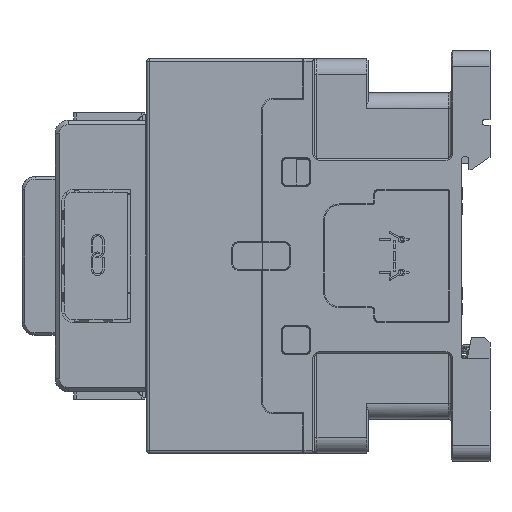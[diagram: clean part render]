
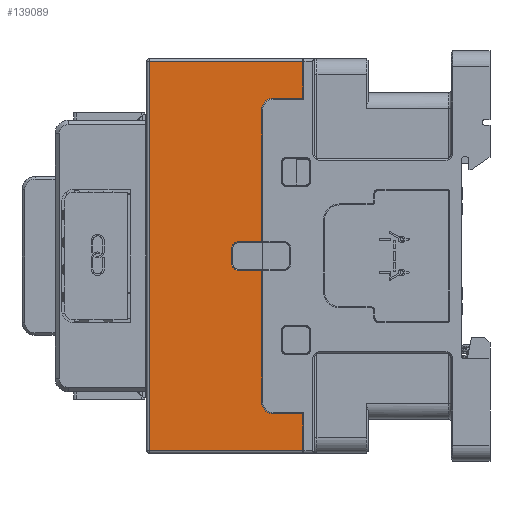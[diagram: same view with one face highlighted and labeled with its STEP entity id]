
A CAD part, left-side view. The second image highlights one B-rep face of the part: STEP entity #139089.
In plain terms, the highlighted planar face has unit normal (-1, 0, 0).
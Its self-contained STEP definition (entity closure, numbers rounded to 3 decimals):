
#12814=DIRECTION('',(0.,-1.,0.));
#12815=VECTOR('',#12814,29.2);
#12816=CARTESIAN_POINT('',(-22.5,15.2,-37.));
#12817=LINE('',#12816,#12815);
#12818=DIRECTION('',(0.,0.,-1.));
#12819=VECTOR('',#12818,74.);
#12820=CARTESIAN_POINT('',(-22.5,15.2,37.));
#12821=LINE('',#12820,#12819);
#12822=DIRECTION('',(0.,1.,0.));
#12823=VECTOR('',#12822,29.2);
#12824=CARTESIAN_POINT('',(-22.5,-14.,37.));
#12825=LINE('',#12824,#12823);
#12826=DIRECTION('',(0.,0.,1.));
#12827=VECTOR('',#12826,7.);
#12828=CARTESIAN_POINT('',(-22.5,-14.,30.));
#12829=LINE('',#12828,#12827);
#12830=DIRECTION('',(0.,1.,0.));
#12831=VECTOR('',#12830,5.6);
#12832=CARTESIAN_POINT('',(-22.5,-14.,30.));
#12833=LINE('',#12832,#12831);
#12834=DIRECTION('',(0.,0.,-1.));
#12835=VECTOR('',#12834,25.1);
#12836=CARTESIAN_POINT('',(-22.5,-6.2,27.8));
#12837=LINE('',#12836,#12835);
#12838=DIRECTION('',(0.,-1.,0.));
#12839=VECTOR('',#12838,4.5);
#12840=CARTESIAN_POINT('',(-22.5,-1.7,
2.7));
#12841=LINE('',#12840,#12839);
#12842=CARTESIAN_POINT('',(-22.5,-1.7,1.5));
#12843=DIRECTION('',(1.,0.,0.));
#12844=DIRECTION('',(0.,1.,0.));
#12845=AXIS2_PLACEMENT_3D('',#12842,#12843,#12844);
#12847=DIRECTION('',(0.,0.,1.));
#12848=VECTOR('',#12847,3.);
#12849=CARTESIAN_POINT('',(-22.5,-0.5,
-1.5));
#12850=LINE('',#12849,#12848);
#12851=CARTESIAN_POINT('',(-22.5,-1.7,-1.5));
#12852=DIRECTION('',(1.,0.,0.));
#12853=DIRECTION('',(0.,0.,-1.));
#12854=AXIS2_PLACEMENT_3D('',#12851,#12852,#12853);
#12856=DIRECTION('',(0.,1.,0.));
#12857=VECTOR('',#12856,4.5);
#12858=CARTESIAN_POINT('',(-22.5,-6.2,-2.7));
#12859=LINE('',#12858,#12857);
#12860=DIRECTION('',(0.,0.,-1.));
#12861=VECTOR('',#12860,25.1);
#12862=CARTESIAN_POINT('',(-22.5,-6.2,-2.7));
#12863=LINE('',#12862,#12861);
#12864=DIRECTION('',(0.,1.,0.));
#12865=VECTOR('',#12864,5.6);
#12866=CARTESIAN_POINT('',(-22.5,-14.,-30.));
#12867=LINE('',#12866,#12865);
#12868=DIRECTION('',(0.,0.,1.));
#12869=VECTOR('',#12868,7.);
#12870=CARTESIAN_POINT('',(-22.5,-14.,-37.));
#12871=LINE('',#12870,#12869);
#12928=CARTESIAN_POINT('',(-22.5,-8.4,-27.8));
#12929=DIRECTION('',(1.,0.,0.));
#12930=DIRECTION('',(0.,0.,-1.));
#12931=AXIS2_PLACEMENT_3D('',#12928,#12929,#12930);
#12986=CARTESIAN_POINT('',(-22.5,-8.4,27.8));
#12987=DIRECTION('',(1.,0.,0.));
#12988=DIRECTION('',(0.,1.,0.));
#12989=AXIS2_PLACEMENT_3D('',#12986,#12987,#12988);
#107209=CARTESIAN_POINT('',(-22.5,-14.,30.));
#107210=CARTESIAN_POINT('',(-22.5,-8.4,30.));
#107211=VERTEX_POINT('',#107209);
#107212=VERTEX_POINT('',#107210);
#107213=CARTESIAN_POINT('',(-22.5,-14.,-30.));
#107214=CARTESIAN_POINT('',(-22.5,-8.4,-30.));
#107215=VERTEX_POINT('',#107213);
#107216=VERTEX_POINT('',#107214);
#107217=CARTESIAN_POINT('',(-22.5,-6.2,-27.8));
#107218=VERTEX_POINT('',#107217);
#107219=CARTESIAN_POINT('',(-22.5,-6.2,27.8));
#107220=VERTEX_POINT('',#107219);
#107689=CARTESIAN_POINT('',(-22.5,-6.2,2.7));
#107691=VERTEX_POINT('',#107689);
#107695=CARTESIAN_POINT('',(-22.5,-1.7,
2.7));
#107696=VERTEX_POINT('',#107695);
#107697=CARTESIAN_POINT('',(-22.5,-0.5,1.5));
#107698=VERTEX_POINT('',#107697);
#107701=CARTESIAN_POINT('',(-22.5,-0.5,
-1.5));
#107702=VERTEX_POINT('',#107701);
#107705=CARTESIAN_POINT('',(-22.5,-1.7,-2.7));
#107706=VERTEX_POINT('',#107705);
#107710=CARTESIAN_POINT('',(-22.5,-6.2,-2.7));
#107712=VERTEX_POINT('',#107710);
#107713=CARTESIAN_POINT('',(-22.5,-14.,-37.));
#107715=VERTEX_POINT('',#107713);
#107719=CARTESIAN_POINT('',(-22.5,15.2,-37.));
#107720=VERTEX_POINT('',#107719);
#107723=CARTESIAN_POINT('',(-22.5,15.2,37.));
#107724=VERTEX_POINT('',#107723);
#107730=CARTESIAN_POINT('',(-22.5,-14.,37.));
#107732=VERTEX_POINT('',#107730);
#139051=CARTESIAN_POINT('',(-22.5,-5.8,0.));
#139052=DIRECTION('',(-1.,0.,0.));
#139053=DIRECTION('',(0.,0.,1.));
#139054=AXIS2_PLACEMENT_3D('',#139051,#139052,#139053);
#139055=PLANE('',#139054);
#139057=ORIENTED_EDGE('',*,*,#139056,.F.);
#139058=ORIENTED_EDGE('',*,*,#139041,.F.);
#139060=ORIENTED_EDGE('',*,*,#139059,.F.);
#139062=ORIENTED_EDGE('',*,*,#139061,.F.);
#139064=ORIENTED_EDGE('',*,*,#139063,.T.);
#139066=ORIENTED_EDGE('',*,*,#139065,.F.);
#139068=ORIENTED_EDGE('',*,*,#139067,.T.);
#139070=ORIENTED_EDGE('',*,*,#139069,.F.);
#139072=ORIENTED_EDGE('',*,*,#139071,.F.);
#139074=ORIENTED_EDGE('',*,*,#139073,.F.);
#139076=ORIENTED_EDGE('',*,*,#139075,.F.);
#139078=ORIENTED_EDGE('',*,*,#139077,.F.);
#139080=ORIENTED_EDGE('',*,*,#139079,.T.);
#139082=ORIENTED_EDGE('',*,*,#139081,.F.);
#139084=ORIENTED_EDGE('',*,*,#139083,.F.);
#139086=ORIENTED_EDGE('',*,*,#139085,.F.);
#139087=EDGE_LOOP('',(#139057,#139058,#139060,#139062,#139064,#139066,#139068,
#139070,#139072,#139074,#139076,#139078,#139080,#139082,#139084,#139086));
#139088=FACE_OUTER_BOUND('',#139087,.F.);
#139089=ADVANCED_FACE('',(#139088),#139055,.T.);
#12846=CIRCLE('',#12845,1.2);
#12855=CIRCLE('',#12854,1.2);
#12932=CIRCLE('',#12931,2.2);
#12990=CIRCLE('',#12989,2.2);
#139041=EDGE_CURVE('',#107724,#107720,#12821,.T.);
#139056=EDGE_CURVE('',#107720,#107715,#12817,.T.);
#139059=EDGE_CURVE('',#107732,#107724,#12825,.T.);
#139061=EDGE_CURVE('',#107211,#107732,#12829,.T.);
#139063=EDGE_CURVE('',#107211,#107212,#12833,.T.);
#139065=EDGE_CURVE('',#107220,#107212,#12990,.T.);
#139067=EDGE_CURVE('',#107220,#107691,#12837,.T.);
#139069=EDGE_CURVE('',#107696,#107691,#12841,.T.);
#139071=EDGE_CURVE('',#107698,#107696,#12846,.T.);
#139073=EDGE_CURVE('',#107702,#107698,#12850,.T.);
#139075=EDGE_CURVE('',#107706,#107702,#12855,.T.);
#139077=EDGE_CURVE('',#107712,#107706,#12859,.T.);
#139079=EDGE_CURVE('',#107712,#107218,#12863,.T.);
#139081=EDGE_CURVE('',#107216,#107218,#12932,.T.);
#139083=EDGE_CURVE('',#107215,#107216,#12867,.T.);
#139085=EDGE_CURVE('',#107715,#107215,#12871,.T.);
